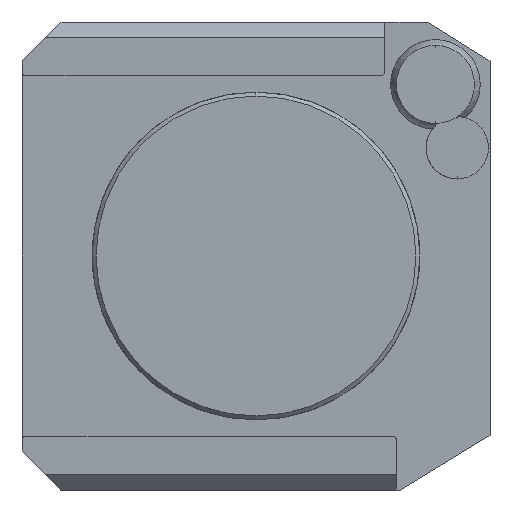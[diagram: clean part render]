
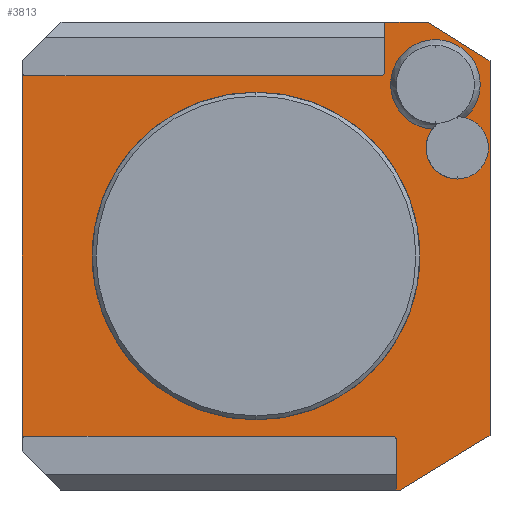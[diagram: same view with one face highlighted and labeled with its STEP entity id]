
A CAD part, left-side view. The second image highlights one B-rep face of the part: STEP entity #3813.
In plain terms, the highlighted planar face has unit normal (-1, 0, 0).
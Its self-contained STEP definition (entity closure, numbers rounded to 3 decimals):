
#59=DIRECTION('',(0.,0.,1.));
#60=VECTOR('',#59,48.);
#61=CARTESIAN_POINT('',(-65.8,30.,-24.));
#62=LINE('',#61,#60);
#207=DIRECTION('',(0.,1.,0.));
#208=VECTOR('',#207,0.5);
#209=CARTESIAN_POINT('',(-65.8,-18.5,-30.));
#210=LINE('',#209,#208);
#219=DIRECTION('',(0.,0.848,0.53));
#220=VECTOR('',#219,9.434);
#221=CARTESIAN_POINT('',(-65.8,-30.,25.));
#222=LINE('',#221,#220);
#223=DIRECTION('',(0.,0.,-1.));
#224=VECTOR('',#223,48.);
#225=CARTESIAN_POINT('',(-65.8,-30.,25.));
#226=LINE('',#225,#224);
#227=DIRECTION('',(0.,-0.854,0.52));
#228=VECTOR('',#227,13.463);
#229=CARTESIAN_POINT('',(-65.8,-18.5,-30.));
#230=LINE('',#229,#228);
#231=DIRECTION('',(0.,0.,-1.));
#232=VECTOR('',#231,6.);
#233=CARTESIAN_POINT('',(-65.8,-18.,-24.));
#234=LINE('',#233,#232);
#235=DIRECTION('',(0.,-1.,0.));
#236=VECTOR('',#235,48.);
#237=CARTESIAN_POINT('',(-65.8,30.,-24.));
#238=LINE('',#237,#236);
#239=DIRECTION('',(0.,0.,-1.));
#240=VECTOR('',#239,6.);
#241=CARTESIAN_POINT('',(-65.8,-16.5,30.));
#242=LINE('',#241,#240);
#243=CARTESIAN_POINT('',(-65.8,0.,0.));
#244=DIRECTION('',(1.,0.,0.));
#245=DIRECTION('',(0.,0.,-1.));
#246=AXIS2_PLACEMENT_3D('',#243,#244,#245);
#248=CARTESIAN_POINT('',(-65.8,0.,0.));
#249=DIRECTION('',(1.,0.,0.));
#250=DIRECTION('',(0.,0.,1.));
#251=AXIS2_PLACEMENT_3D('',#248,#249,#250);
#253=CARTESIAN_POINT('',(-65.8,-23.,22.));
#254=DIRECTION('',(1.,0.,0.));
#255=DIRECTION('',(0.,0.,1.));
#256=AXIS2_PLACEMENT_3D('',#253,#254,#255);
#258=CARTESIAN_POINT('',(-65.8,-23.,22.));
#259=DIRECTION('',(1.,0.,0.));
#260=DIRECTION('',(0.,0.,-1.));
#261=AXIS2_PLACEMENT_3D('',#258,#259,#260);
#263=CARTESIAN_POINT('',(-65.8,-25.8,13.869));
#264=DIRECTION('',(1.,0.,0.));
#265=DIRECTION('',(0.,0.,1.));
#266=AXIS2_PLACEMENT_3D('',#263,#264,#265);
#268=CARTESIAN_POINT('',(-65.8,-25.8,13.869));
#269=DIRECTION('',(1.,0.,0.));
#270=DIRECTION('',(0.,0.,-1.));
#271=AXIS2_PLACEMENT_3D('',#268,#269,#270);
#285=DIRECTION('',(0.,1.,0.));
#286=VECTOR('',#285,5.5);
#287=CARTESIAN_POINT('',(-65.8,-22.,30.));
#288=LINE('',#287,#286);
#2346=DIRECTION('',(0.,-1.,0.));
#2347=VECTOR('',#2346,46.5);
#2348=CARTESIAN_POINT('',(-65.8,30.,24.));
#2349=LINE('',#2348,#2347);
#2990=CARTESIAN_POINT('',(-65.8,-30.,-23.));
#2992=VERTEX_POINT('',#2990);
#2995=CARTESIAN_POINT('',(-65.8,-18.5,-30.));
#2996=VERTEX_POINT('',#2995);
#2998=CARTESIAN_POINT('',(-65.8,-22.,30.));
#3000=VERTEX_POINT('',#2998);
#3003=CARTESIAN_POINT('',(-65.8,-30.,25.));
#3004=VERTEX_POINT('',#3003);
#3066=CARTESIAN_POINT('',(-65.8,30.,-24.));
#3068=VERTEX_POINT('',#3066);
#3069=CARTESIAN_POINT('',(-65.8,30.,24.));
#3070=VERTEX_POINT('',#3069);
#3074=CARTESIAN_POINT('',(-65.8,-18.,-24.));
#3076=VERTEX_POINT('',#3074);
#3077=CARTESIAN_POINT('',(-65.8,-16.5,24.));
#3079=VERTEX_POINT('',#3077);
#3081=CARTESIAN_POINT('',(-65.8,-18.,-30.));
#3082=VERTEX_POINT('',#3081);
#3083=CARTESIAN_POINT('',(-65.8,-16.5,30.));
#3084=VERTEX_POINT('',#3083);
#3165=CARTESIAN_POINT('',(-65.8,0.,-18.1));
#3166=CARTESIAN_POINT('',(-65.8,0.,18.1));
#3167=VERTEX_POINT('',#3165);
#3168=VERTEX_POINT('',#3166);
#3181=CARTESIAN_POINT('',(-65.8,-23.,27.754));
#3182=CARTESIAN_POINT('',(-65.8,-23.,16.246));
#3183=VERTEX_POINT('',#3181);
#3184=VERTEX_POINT('',#3182);
#3209=CARTESIAN_POINT('',(-65.8,-25.8,15.869));
#3210=CARTESIAN_POINT('',(-65.8,-25.8,11.869));
#3211=VERTEX_POINT('',#3209);
#3212=VERTEX_POINT('',#3210);
#3772=CARTESIAN_POINT('',(-65.8,30.,-24.));
#3773=DIRECTION('',(1.,0.,0.));
#3774=DIRECTION('',(0.,0.,1.));
#3775=AXIS2_PLACEMENT_3D('',#3772,#3773,#3774);
#3776=PLANE('',#3775);
#3778=ORIENTED_EDGE('',*,*,#3777,.F.);
#3780=ORIENTED_EDGE('',*,*,#3779,.T.);
#3782=ORIENTED_EDGE('',*,*,#3781,.F.);
#3783=ORIENTED_EDGE('',*,*,#3761,.T.);
#3784=ORIENTED_EDGE('',*,*,#3732,.F.);
#3785=ORIENTED_EDGE('',*,*,#3714,.F.);
#3786=ORIENTED_EDGE('',*,*,#3613,.T.);
#3788=ORIENTED_EDGE('',*,*,#3787,.T.);
#3790=ORIENTED_EDGE('',*,*,#3789,.F.);
#3792=ORIENTED_EDGE('',*,*,#3791,.F.);
#3793=EDGE_LOOP('',(#3778,#3780,#3782,#3783,#3784,#3785,#3786,#3788,#3790,
#3792));
#3794=FACE_OUTER_BOUND('',#3793,.F.);
#3796=ORIENTED_EDGE('',*,*,#3795,.F.);
#3798=ORIENTED_EDGE('',*,*,#3797,.F.);
#3799=EDGE_LOOP('',(#3796,#3798));
#3800=FACE_BOUND('',#3799,.F.);
#3802=ORIENTED_EDGE('',*,*,#3801,.F.);
#3804=ORIENTED_EDGE('',*,*,#3803,.F.);
#3805=EDGE_LOOP('',(#3802,#3804));
#3806=FACE_BOUND('',#3805,.F.);
#3808=ORIENTED_EDGE('',*,*,#3807,.F.);
#3810=ORIENTED_EDGE('',*,*,#3809,.F.);
#3811=EDGE_LOOP('',(#3808,#3810));
#3812=FACE_BOUND('',#3811,.F.);
#3813=ADVANCED_FACE('',(#3794,#3800,#3806,#3812),#3776,.F.);
#247=CIRCLE('',#246,18.1);
#252=CIRCLE('',#251,18.1);
#257=CIRCLE('',#256,5.754);
#262=CIRCLE('',#261,5.754);
#267=CIRCLE('',#266,2.);
#272=CIRCLE('',#271,2.);
#3613=EDGE_CURVE('',#3068,#3070,#62,.T.);
#3714=EDGE_CURVE('',#3068,#3076,#238,.T.);
#3732=EDGE_CURVE('',#3076,#3082,#234,.T.);
#3761=EDGE_CURVE('',#2996,#3082,#210,.T.);
#3777=EDGE_CURVE('',#3004,#3000,#222,.T.);
#3779=EDGE_CURVE('',#3004,#2992,#226,.T.);
#3781=EDGE_CURVE('',#2996,#2992,#230,.T.);
#3787=EDGE_CURVE('',#3070,#3079,#2349,.T.);
#3789=EDGE_CURVE('',#3084,#3079,#242,.T.);
#3791=EDGE_CURVE('',#3000,#3084,#288,.T.);
#3795=EDGE_CURVE('',#3167,#3168,#247,.T.);
#3797=EDGE_CURVE('',#3168,#3167,#252,.T.);
#3801=EDGE_CURVE('',#3183,#3184,#257,.T.);
#3803=EDGE_CURVE('',#3184,#3183,#262,.T.);
#3807=EDGE_CURVE('',#3211,#3212,#267,.T.);
#3809=EDGE_CURVE('',#3212,#3211,#272,.T.);
